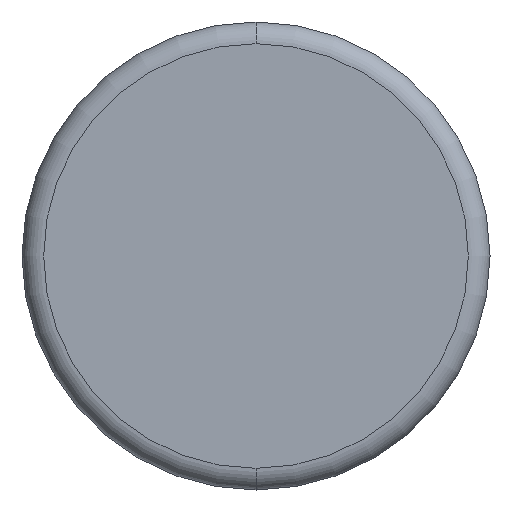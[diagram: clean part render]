
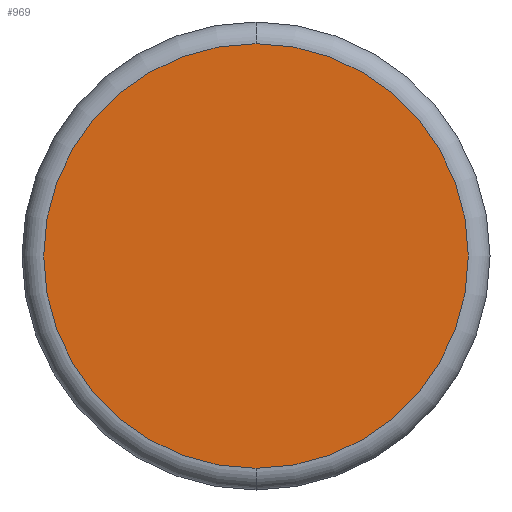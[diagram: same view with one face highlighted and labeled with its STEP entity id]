
A CAD part, front view. The second image highlights one B-rep face of the part: STEP entity #969.
In plain terms, the highlighted planar face has unit normal (0, -1, 0).
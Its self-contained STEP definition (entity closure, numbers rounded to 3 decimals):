
#50 = AXIS2_PLACEMENT_3D ( 'NONE', #1325, #650, #776 ) ;
#177 = CIRCLE ( 'NONE', #445, 4.9 ) ;
#192 = VERTEX_POINT ( 'NONE', #730 ) ;
#280 = EDGE_LOOP ( 'NONE', ( #1062, #297 ) ) ;
#297 = ORIENTED_EDGE ( 'NONE', *, *, #1231, .T. ) ;
#418 = FACE_OUTER_BOUND ( 'NONE', #280, .T. ) ;
#445 = AXIS2_PLACEMENT_3D ( 'NONE', #1237, #1122, #992 ) ;
#453 = PLANE ( 'NONE',  #1182 ) ;
#576 = DIRECTION ( 'NONE',  ( 0., 0., -1. ) ) ;
#634 = CIRCLE ( 'NONE', #50, 4.9 ) ;
#650 = DIRECTION ( 'NONE',  ( 0., -1., 0. ) ) ;
#686 = VERTEX_POINT ( 'NONE', #831 ) ;
#689 = CARTESIAN_POINT ( 'NONE',  ( 0., 0., 0. ) ) ;
#730 = CARTESIAN_POINT ( 'NONE',  ( 0., 0., 4.9 ) ) ;
#776 = DIRECTION ( 'NONE',  ( 0., 0., -1. ) ) ;
#831 = CARTESIAN_POINT ( 'NONE',  ( 0., 0., -4.9 ) ) ;
#915 = EDGE_CURVE ( 'NONE', #686, #192, #177, .T. ) ;
#969 = ADVANCED_FACE ( 'NONE', ( #418 ), #453, .T. ) ;
#992 = DIRECTION ( 'NONE',  ( 0., 0., -1. ) ) ;
#1062 = ORIENTED_EDGE ( 'NONE', *, *, #915, .T. ) ;
#1122 = DIRECTION ( 'NONE',  ( 0., -1., 0. ) ) ;
#1182 = AXIS2_PLACEMENT_3D ( 'NONE', #689, #1243, #576 ) ;
#1231 = EDGE_CURVE ( 'NONE', #192, #686, #634, .T. ) ;
#1237 = CARTESIAN_POINT ( 'NONE',  ( 0., 0., 0. ) ) ;
#1243 = DIRECTION ( 'NONE',  ( 0., -1., 0. ) ) ;
#1325 = CARTESIAN_POINT ( 'NONE',  ( 0., 0., 0. ) ) ;
